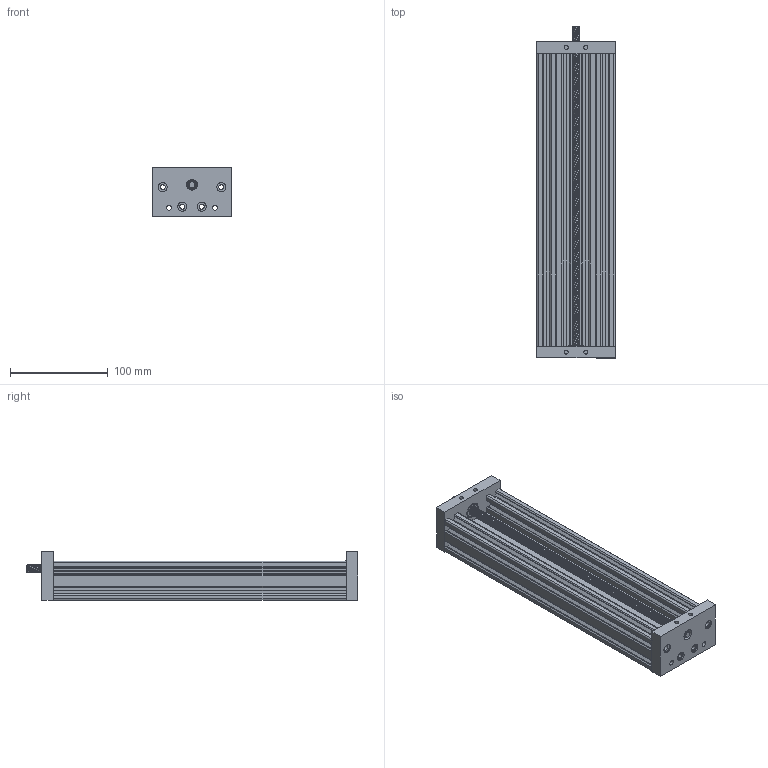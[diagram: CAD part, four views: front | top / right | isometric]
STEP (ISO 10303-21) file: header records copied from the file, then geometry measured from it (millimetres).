
FILE_DESCRIPTION(/* description */ (''),/* implementation_level */ '2;1');
FILE_NAME(/* name */ 'StuctureZ.stp',/* time_stamp */ '2024-09-11T17:47:00-06:00',/* author */ ('Admin'),/* organization */ (''),/* preprocessor_version */ 'ST-DEVELOPER v20',/* originating_system */ 'Autodesk Inventor 2024',/* authorisation */ '');
FILE_SCHEMA (('AUTOMOTIVE_DESIGN { 1 0 10303 214 3 1 1 }'));
Products named in the file (5): AxisZ; C-Beam 4080 500mm; C-Beam End Mount; Ball Bearing 8 x 16 x 5; Ball Screw [550mm]
Assembly tree (6 placements, depth 2):
  AxisZ
    C-Beam 4080 500mm
    C-Beam End Mount  x2
    Ball Bearing 8 x 16 x 5  x2
    Ball Screw [550mm]
Bounding box: 80 x 340 x 50 mm (x, y, z)
Volume: 339750.2 mm3; surface area: 291114.5 mm2
Topology: 6 solids, 6 shells, 572 faces, 1617 edges, 1079 vertices
Faces by surface type: plane 316, cylinder 250, bspline 4, cone 2
Full cylindrical faces by diameter (mm): 4.134 x4, 4.6 x2, 5 x8, 5.2 x8, 8 x180, 9.2 x8, 10.2 x4, 11.18 x2, 14.4 x4, 16 x2, 16.1 x2
Entity records: 41886 total; most frequent: CARTESIAN_POINT 28274, ORIENTED_EDGE 3090, DIRECTION 2292, EDGE_CURVE 1545, LINE 1062, VECTOR 1062, VERTEX_POINT 1031, AXIS2_PLACEMENT_3D 615
